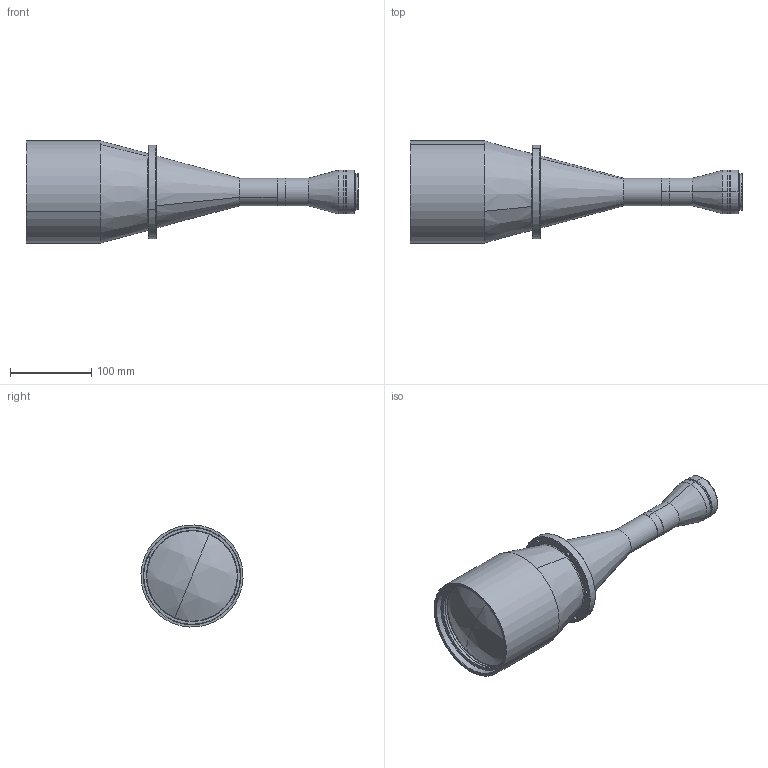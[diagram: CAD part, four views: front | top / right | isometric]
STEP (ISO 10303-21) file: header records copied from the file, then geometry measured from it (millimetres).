
FILE_DESCRIPTION (( 'STEP AP214' ), '1' );
FILE_NAME ('TTL28.5-105-160F.STEP', '2023-05-12T08:41:11', ( '' ), ( '' ), 'SwSTEP 2.0', 'SolidWorks 2022', '' );
FILE_SCHEMA (( 'AUTOMOTIVE_DESIGN' ));
Length unit declared in the file: millimetre
Products named in the file (1): TTL28.5-105-160F
Bounding box: 409.44 x 125.9 x 125.9 mm (x, y, z)
Volume: 798370.3 mm3; surface area: 274205 mm2
Topology: 21 solids, 21 shells, 468 faces, 1016 edges, 633 vertices
Faces by surface type: cylinder 189, cone 125, plane 106, bspline 48
Entity records: 20209 total; most frequent: CARTESIAN_POINT 4270, DIRECTION 2418, ORIENTED_EDGE 2032, AXIS2_PLACEMENT_3D 1023, EDGE_CURVE 1016, VERTEX_POINT 633, CIRCLE 602, EDGE_LOOP 557
